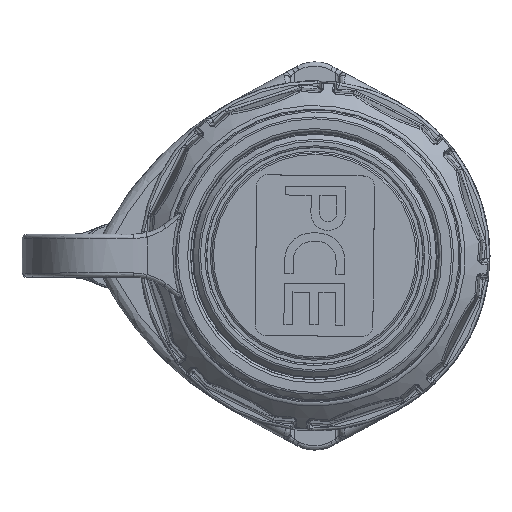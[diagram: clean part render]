
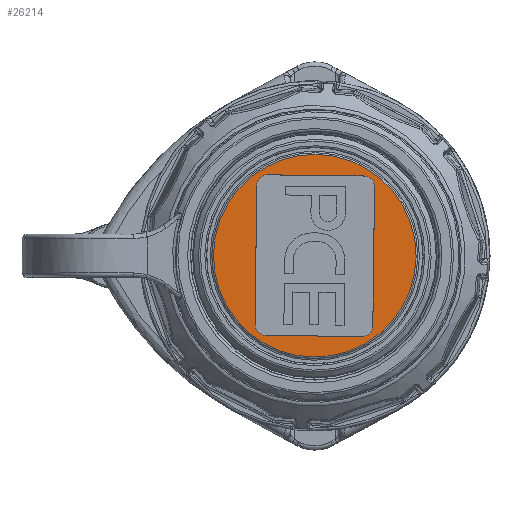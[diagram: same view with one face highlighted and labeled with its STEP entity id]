
A CAD part, top view. The second image highlights one B-rep face of the part: STEP entity #26214.
In plain terms, the highlighted planar face has unit normal (0, 0, 1).
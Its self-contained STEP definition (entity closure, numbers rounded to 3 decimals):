
#715 = DIRECTION ( 'NONE',  ( 0.012, 1., 0. ) ) ;
#803 = LINE ( 'NONE', #40783, #31773 ) ;
#976 = CARTESIAN_POINT ( 'NONE',  ( 9.111, 12.81, 34.4 ) ) ;
#1009 = FACE_OUTER_BOUND ( 'NONE', #14590, .T. ) ;
#1826 = CIRCLE ( 'NONE', #36671, 1.97 ) ;
#2659 = DIRECTION ( 'NONE',  ( 0.012, 1., 0. ) ) ;
#3704 = VERTEX_POINT ( 'NONE', #19647 ) ;
#4246 = VERTEX_POINT ( 'NONE', #7733 ) ;
#5063 = DIRECTION ( 'NONE',  ( 0.012, 1., 0. ) ) ;
#5353 = AXIS2_PLACEMENT_3D ( 'NONE', #38270, #46397, #22142 ) ;
#6266 = DIRECTION ( 'NONE',  ( 0., 0., 1. ) ) ;
#6490 = DIRECTION ( 'NONE',  ( -1., 0.012, 0. ) ) ;
#7528 = CIRCLE ( 'NONE', #20716, 1.97 ) ;
#7574 = VECTOR ( 'NONE', #715, 1000. ) ;
#7733 = CARTESIAN_POINT ( 'NONE',  ( 10.766, -13.053, 34.4 ) ) ;
#8022 = ORIENTED_EDGE ( 'NONE', *, *, #52164, .F. ) ;
#9602 = VERTEX_POINT ( 'NONE', #37350 ) ;
#10112 = VECTOR ( 'NONE', #16783, 1000. ) ;
#12404 = CARTESIAN_POINT ( 'NONE',  ( -10.766, 13.053, 34.4 ) ) ;
#13647 = EDGE_CURVE ( 'NONE', #3704, #29501, #20106, .T. ) ;
#13799 = CIRCLE ( 'NONE', #18871, 1.97 ) ;
#13898 = ORIENTED_EDGE ( 'NONE', *, *, #40523, .F. ) ;
#13940 = CARTESIAN_POINT ( 'NONE',  ( -8.771, 14.999, 34.4 ) ) ;
#14590 = EDGE_LOOP ( 'NONE', ( #24444 ) ) ;
#16627 = DIRECTION ( 'NONE',  ( 1., -0.012, 0. ) ) ;
#16783 = DIRECTION ( 'NONE',  ( -0.012, -1., 0. ) ) ;
#16989 = ORIENTED_EDGE ( 'NONE', *, *, #13647, .F. ) ;
#17627 = EDGE_LOOP ( 'NONE', ( #49959, #22849, #28455, #13898, #8022, #34291, #16989, #32156 ) ) ;
#18227 = VERTEX_POINT ( 'NONE', #42961 ) ;
#18871 = AXIS2_PLACEMENT_3D ( 'NONE', #22874, #51125, #26965 ) ;
#18878 = VERTEX_POINT ( 'NONE', #30311 ) ;
#19647 = CARTESIAN_POINT ( 'NONE',  ( 9.135, 14.78, 34.4 ) ) ;
#19775 = CARTESIAN_POINT ( 'NONE',  ( 0., 0., 34.4 ) ) ;
#20106 = LINE ( 'NONE', #34723, #52311 ) ;
#20716 = AXIS2_PLACEMENT_3D ( 'NONE', #976, #29235, #5063 ) ;
#22142 = DIRECTION ( 'NONE',  ( -0.012, -1., 0. ) ) ;
#22296 = EDGE_CURVE ( 'NONE', #18878, #18878, #51133, .T. ) ;
#22849 = ORIENTED_EDGE ( 'NONE', *, *, #35135, .F. ) ;
#22874 = CARTESIAN_POINT ( 'NONE',  ( 8.795, -13.029, 34.4 ) ) ;
#23352 = EDGE_CURVE ( 'NONE', #29501, #23359, #1826, .T. ) ;
#23359 = VERTEX_POINT ( 'NONE', #43090 ) ;
#23800 = DIRECTION ( 'NONE',  ( -0.012, -1., 0. ) ) ;
#24444 = ORIENTED_EDGE ( 'NONE', *, *, #22296, .T. ) ;
#24868 = CARTESIAN_POINT ( 'NONE',  ( 11.081, 12.786, 34.4 ) ) ;
#26214 = ADVANCED_FACE ( 'NONE', ( #1009, #52157 ), #30125, .F. ) ;
#26827 = DIRECTION ( 'NONE',  ( 0., 0., 1. ) ) ;
#26965 = DIRECTION ( 'NONE',  ( -0.012, -1., 0. ) ) ;
#28065 = AXIS2_PLACEMENT_3D ( 'NONE', #19775, #48039, #23800 ) ;
#28455 = ORIENTED_EDGE ( 'NONE', *, *, #42725, .F. ) ;
#28653 = CARTESIAN_POINT ( 'NONE',  ( -9.135, -14.78, 34.4 ) ) ;
#29235 = DIRECTION ( 'NONE',  ( 0., 0., 1. ) ) ;
#29501 = VERTEX_POINT ( 'NONE', #13940 ) ;
#29936 = CIRCLE ( 'NONE', #44909, 1.97 ) ;
#30125 = PLANE ( 'NONE',  #5353 ) ;
#30311 = CARTESIAN_POINT ( 'NONE',  ( -0.23, -18.799, 34.4 ) ) ;
#30437 = CARTESIAN_POINT ( 'NONE',  ( -9.111, -12.81, 34.4 ) ) ;
#31773 = VECTOR ( 'NONE', #16627, 1000. ) ;
#32156 = ORIENTED_EDGE ( 'NONE', *, *, #46684, .F. ) ;
#32797 = LINE ( 'NONE', #12404, #10112 ) ;
#34291 = ORIENTED_EDGE ( 'NONE', *, *, #23352, .F. ) ;
#34522 = DIRECTION ( 'NONE',  ( 0.012, 1., 0. ) ) ;
#34723 = CARTESIAN_POINT ( 'NONE',  ( 9.135, 14.78, 34.4 ) ) ;
#34845 = VERTEX_POINT ( 'NONE', #47699 ) ;
#35135 = EDGE_CURVE ( 'NONE', #34845, #4246, #13799, .T. ) ;
#36671 = AXIS2_PLACEMENT_3D ( 'NONE', #50982, #26827, #2659 ) ;
#37350 = CARTESIAN_POINT ( 'NONE',  ( -11.081, -12.786, 34.4 ) ) ;
#38270 = CARTESIAN_POINT ( 'NONE',  ( 22.635, -0.277, 34.4 ) ) ;
#40088 = VERTEX_POINT ( 'NONE', #28653 ) ;
#40523 = EDGE_CURVE ( 'NONE', #9602, #40088, #29936, .T. ) ;
#40783 = CARTESIAN_POINT ( 'NONE',  ( 8.771, -14.999, 34.4 ) ) ;
#42725 = EDGE_CURVE ( 'NONE', #40088, #34845, #803, .T. ) ;
#42961 = CARTESIAN_POINT ( 'NONE',  ( 11.081, 12.786, 34.4 ) ) ;
#43090 = CARTESIAN_POINT ( 'NONE',  ( -10.766, 13.053, 34.4 ) ) ;
#44909 = AXIS2_PLACEMENT_3D ( 'NONE', #30437, #6266, #34522 ) ;
#45827 = EDGE_CURVE ( 'NONE', #4246, #18227, #49211, .T. ) ;
#46397 = DIRECTION ( 'NONE',  ( 0., 0., -1. ) ) ;
#46684 = EDGE_CURVE ( 'NONE', #18227, #3704, #7528, .T. ) ;
#47699 = CARTESIAN_POINT ( 'NONE',  ( 8.771, -14.999, 34.4 ) ) ;
#48039 = DIRECTION ( 'NONE',  ( 0., 0., 1. ) ) ;
#49211 = LINE ( 'NONE', #24868, #7574 ) ;
#49959 = ORIENTED_EDGE ( 'NONE', *, *, #45827, .F. ) ;
#50982 = CARTESIAN_POINT ( 'NONE',  ( -8.795, 13.029, 34.4 ) ) ;
#51125 = DIRECTION ( 'NONE',  ( 0., 0., 1. ) ) ;
#51133 = CIRCLE ( 'NONE', #28065, 18.8 ) ;
#52157 = FACE_BOUND ( 'NONE', #17627, .T. ) ;
#52164 = EDGE_CURVE ( 'NONE', #23359, #9602, #32797, .T. ) ;
#52311 = VECTOR ( 'NONE', #6490, 1000. ) ;
